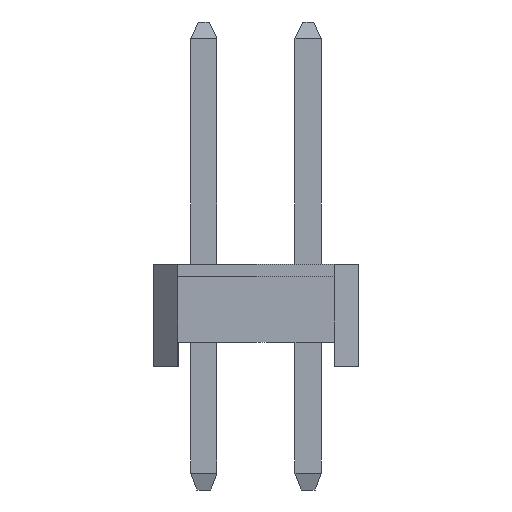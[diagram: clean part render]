
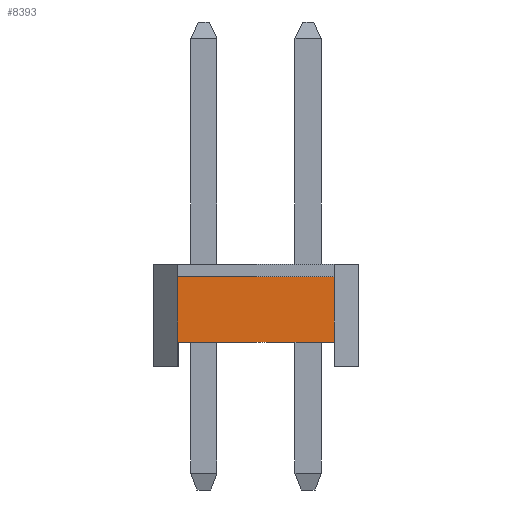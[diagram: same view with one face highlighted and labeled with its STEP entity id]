
A CAD part, left-side view. The second image highlights one B-rep face of the part: STEP entity #8393.
In plain terms, the highlighted planar face has unit normal (-1, 0, 0).
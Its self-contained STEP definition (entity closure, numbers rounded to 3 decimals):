
#527 = VECTOR ( 'NONE', #13095, 1000. ) ;
#547 = FACE_OUTER_BOUND ( 'NONE', #15618, .T. ) ;
#668 = CARTESIAN_POINT ( 'NONE',  ( -1.27, 1.9, 0.6 ) ) ;
#1065 = DIRECTION ( 'NONE',  ( 0., -1., 0. ) ) ;
#1214 = VERTEX_POINT ( 'NONE', #12062 ) ;
#1805 = CARTESIAN_POINT ( 'NONE',  ( -1.27, 1.9, 2.5 ) ) ;
#1976 = CARTESIAN_POINT ( 'NONE',  ( -1.27, 1.9, 2.2 ) ) ;
#2169 = EDGE_CURVE ( 'NONE', #4716, #13788, #7043, .T. ) ;
#2380 = CARTESIAN_POINT ( 'NONE',  ( -1.27, -1.9, 2.2 ) ) ;
#2641 = LINE ( 'NONE', #1805, #16976 ) ;
#2824 = VERTEX_POINT ( 'NONE', #668 ) ;
#3464 = PLANE ( 'NONE',  #13883 ) ;
#3726 = ORIENTED_EDGE ( 'NONE', *, *, #16401, .T. ) ;
#4716 = VERTEX_POINT ( 'NONE', #1976 ) ;
#5246 = CARTESIAN_POINT ( 'NONE',  ( -1.27, -1.9, 2.5 ) ) ;
#6635 = DIRECTION ( 'NONE',  ( 0., 0., -1. ) ) ;
#6706 = VECTOR ( 'NONE', #6635, 1000. ) ;
#7043 = LINE ( 'NONE', #17885, #11996 ) ;
#7604 = DIRECTION ( 'NONE',  ( 1., 0., 0. ) ) ;
#8393 = ADVANCED_FACE ( 'NONE', ( #547 ), #3464, .F. ) ;
#9265 = EDGE_CURVE ( 'NONE', #4716, #2824, #2641, .T. ) ;
#11331 = LINE ( 'NONE', #11490, #527 ) ;
#11490 = CARTESIAN_POINT ( 'NONE',  ( -1.27, 1.9, 0.6 ) ) ;
#11996 = VECTOR ( 'NONE', #1065, 1000. ) ;
#12062 = CARTESIAN_POINT ( 'NONE',  ( -1.27, -1.9, 0.6 ) ) ;
#12109 = LINE ( 'NONE', #5246, #6706 ) ;
#12722 = EDGE_CURVE ( 'NONE', #13788, #1214, #12109, .T. ) ;
#13095 = DIRECTION ( 'NONE',  ( 0., -1., 0. ) ) ;
#13225 = DIRECTION ( 'NONE',  ( 0., 0., -1. ) ) ;
#13788 = VERTEX_POINT ( 'NONE', #2380 ) ;
#13883 = AXIS2_PLACEMENT_3D ( 'NONE', #16109, #7604, #14526 ) ;
#14526 = DIRECTION ( 'NONE',  ( 0., 0., -1. ) ) ;
#15618 = EDGE_LOOP ( 'NONE', ( #16754, #17968, #16963, #3726 ) ) ;
#16109 = CARTESIAN_POINT ( 'NONE',  ( -1.27, 1.9, 2.5 ) ) ;
#16401 = EDGE_CURVE ( 'NONE', #2824, #1214, #11331, .T. ) ;
#16754 = ORIENTED_EDGE ( 'NONE', *, *, #12722, .F. ) ;
#16963 = ORIENTED_EDGE ( 'NONE', *, *, #9265, .T. ) ;
#16976 = VECTOR ( 'NONE', #13225, 1000. ) ;
#17885 = CARTESIAN_POINT ( 'NONE',  ( -1.27, -1.9, 2.2 ) ) ;
#17968 = ORIENTED_EDGE ( 'NONE', *, *, #2169, .F. ) ;
